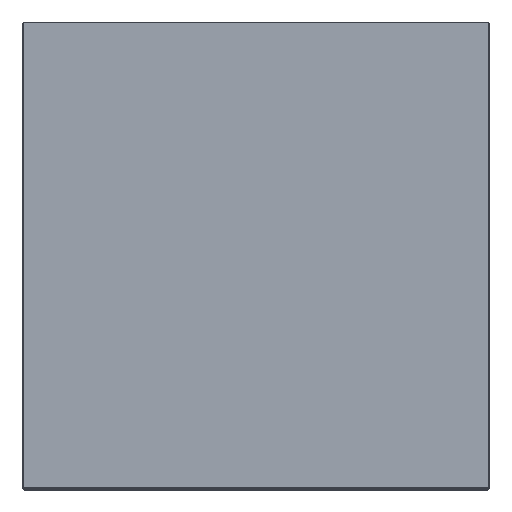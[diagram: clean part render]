
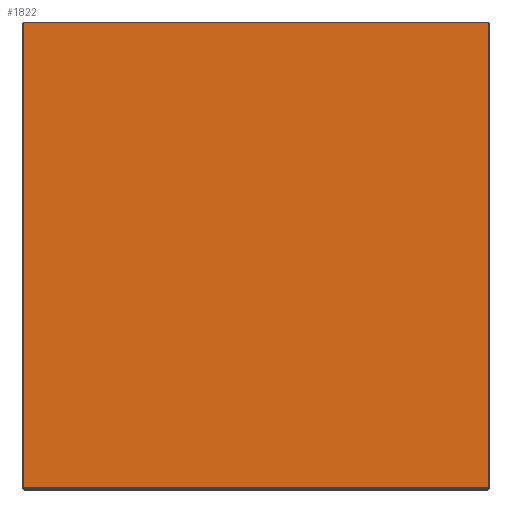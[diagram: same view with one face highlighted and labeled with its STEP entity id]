
A CAD part, top view. The second image highlights one B-rep face of the part: STEP entity #1822.
In plain terms, the highlighted planar face has unit normal (0, 0, 1).
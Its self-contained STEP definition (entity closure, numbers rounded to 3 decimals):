
#8 = ORIENTED_EDGE ( 'NONE', *, *, #2624, .T. ) ;
#31 = AXIS2_PLACEMENT_3D ( 'NONE', #2789, #1450, #3344 ) ;
#54 = EDGE_LOOP ( 'NONE', ( #2545, #8, #1934, #2298 ) ) ;
#133 = LINE ( 'NONE', #1795, #1341 ) ;
#264 = LINE ( 'NONE', #1329, #1456 ) ;
#494 = LINE ( 'NONE', #2065, #1240 ) ;
#692 = PLANE ( 'NONE',  #31 ) ;
#856 = VERTEX_POINT ( 'NONE', #1664 ) ;
#1104 = VERTEX_POINT ( 'NONE', #2764 ) ;
#1207 = EDGE_CURVE ( 'NONE', #1104, #856, #494, .T. ) ;
#1240 = VECTOR ( 'NONE', #2349, 1000. ) ;
#1329 = CARTESIAN_POINT ( 'NONE',  ( 498., -499., 0. ) ) ;
#1337 = VERTEX_POINT ( 'NONE', #1478 ) ;
#1341 = VECTOR ( 'NONE', #1742, 1000. ) ;
#1366 = VERTEX_POINT ( 'NONE', #3383 ) ;
#1450 = DIRECTION ( 'NONE',  ( 0., 0., -1. ) ) ;
#1456 = VECTOR ( 'NONE', #2410, 1000. ) ;
#1478 = CARTESIAN_POINT ( 'NONE',  ( -498., -495., 0. ) ) ;
#1587 = LINE ( 'NONE', #2673, #1799 ) ;
#1664 = CARTESIAN_POINT ( 'NONE',  ( -498., 499., 0. ) ) ;
#1742 = DIRECTION ( 'NONE',  ( -1., 0., 0. ) ) ;
#1770 = FACE_OUTER_BOUND ( 'NONE', #54, .T. ) ;
#1795 = CARTESIAN_POINT ( 'NONE',  ( 498., -495., 0. ) ) ;
#1799 = VECTOR ( 'NONE', #1873, 1000. ) ;
#1822 = ADVANCED_FACE ( 'NONE', ( #1770 ), #692, .F. ) ;
#1873 = DIRECTION ( 'NONE',  ( 0., -1., 0. ) ) ;
#1934 = ORIENTED_EDGE ( 'NONE', *, *, #1207, .T. ) ;
#2065 = CARTESIAN_POINT ( 'NONE',  ( -498., 499., 0. ) ) ;
#2298 = ORIENTED_EDGE ( 'NONE', *, *, #2554, .T. ) ;
#2334 = EDGE_CURVE ( 'NONE', #1366, #1337, #133, .T. ) ;
#2349 = DIRECTION ( 'NONE',  ( -1., 0., 0. ) ) ;
#2410 = DIRECTION ( 'NONE',  ( 0., 1., 0. ) ) ;
#2545 = ORIENTED_EDGE ( 'NONE', *, *, #2334, .F. ) ;
#2554 = EDGE_CURVE ( 'NONE', #856, #1337, #1587, .T. ) ;
#2624 = EDGE_CURVE ( 'NONE', #1366, #1104, #264, .T. ) ;
#2673 = CARTESIAN_POINT ( 'NONE',  ( -498., -499., 0. ) ) ;
#2764 = CARTESIAN_POINT ( 'NONE',  ( 498., 499., 0. ) ) ;
#2789 = CARTESIAN_POINT ( 'NONE',  ( 0., 0., 0. ) ) ;
#3344 = DIRECTION ( 'NONE',  ( -1., 0., 0. ) ) ;
#3383 = CARTESIAN_POINT ( 'NONE',  ( 498., -495., 0. ) ) ;
